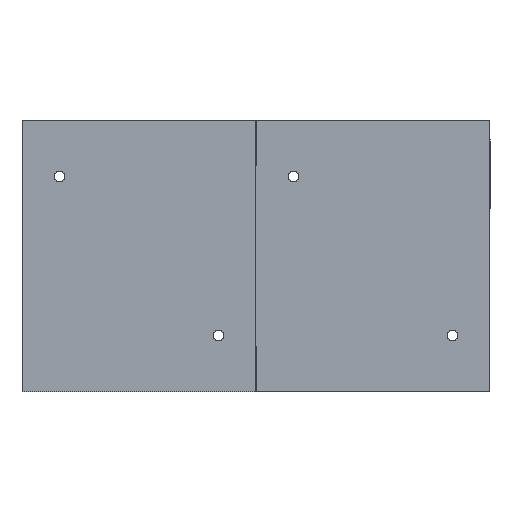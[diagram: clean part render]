
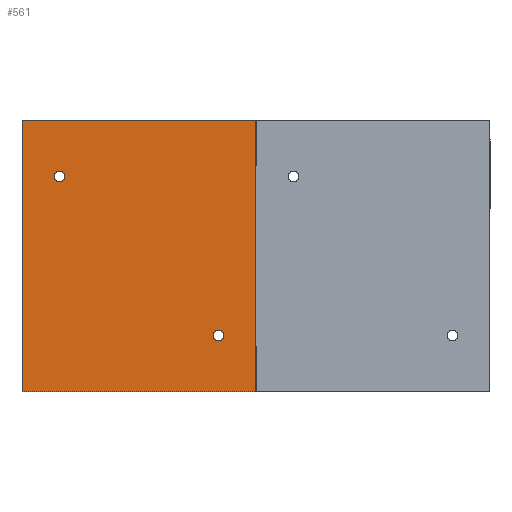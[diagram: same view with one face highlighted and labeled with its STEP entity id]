
A CAD part, front view. The second image highlights one B-rep face of the part: STEP entity #561.
In plain terms, the highlighted planar face has unit normal (0, -1, 0).
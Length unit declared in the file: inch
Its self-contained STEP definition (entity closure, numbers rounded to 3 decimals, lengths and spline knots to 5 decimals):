
#27=CIRCLE('',#638,0.07);
#28=CIRCLE('',#639,0.07);
#33=FACE_BOUND('',#100,.T.);
#34=FACE_BOUND('',#101,.T.);
#41=PLANE('',#637);
#67=FACE_OUTER_BOUND('',#99,.T.);
#99=EDGE_LOOP('',(#445,#446,#447,#448));
#100=EDGE_LOOP('',(#449));
#101=EDGE_LOOP('',(#450));
#149=LINE('',#886,#215);
#156=LINE('',#904,#222);
#160=LINE('',#910,#226);
#161=LINE('',#912,#227);
#215=VECTOR('',#713,0.3937);
#222=VECTOR('',#726,0.3937);
#226=VECTOR('',#732,0.3937);
#227=VECTOR('',#735,0.3937);
#288=VERTEX_POINT('',#883);
#289=VERTEX_POINT('',#885);
#296=VERTEX_POINT('',#901);
#297=VERTEX_POINT('',#903);
#299=VERTEX_POINT('',#913);
#300=VERTEX_POINT('',#915);
#343=EDGE_CURVE('',#289,#288,#149,.T.);
#352=EDGE_CURVE('',#297,#296,#156,.T.);
#356=EDGE_CURVE('',#297,#288,#160,.T.);
#357=EDGE_CURVE('',#289,#296,#161,.T.);
#358=EDGE_CURVE('',#299,#299,#27,.T.);
#359=EDGE_CURVE('',#300,#300,#28,.T.);
#445=ORIENTED_EDGE('',*,*,#343,.T.);
#446=ORIENTED_EDGE('',*,*,#356,.F.);
#447=ORIENTED_EDGE('',*,*,#352,.T.);
#448=ORIENTED_EDGE('',*,*,#357,.F.);
#449=ORIENTED_EDGE('',*,*,#358,.T.);
#450=ORIENTED_EDGE('',*,*,#359,.T.);
#561=ADVANCED_FACE('',(#67,#33,#34),#41,.F.);
#637=AXIS2_PLACEMENT_3D('',#911,#733,#734);
#638=AXIS2_PLACEMENT_3D('',#914,#736,#737);
#639=AXIS2_PLACEMENT_3D('',#916,#738,#739);
#713=DIRECTION('',(0.,0.,1.));
#726=DIRECTION('',(0.,0.,-1.));
#732=DIRECTION('',(1.,0.,0.));
#733=DIRECTION('center_axis',(0.,1.,0.));
#734=DIRECTION('ref_axis',(0.,0.,1.));
#735=DIRECTION('',(-1.,0.,0.));
#736=DIRECTION('center_axis',(0.,1.,0.));
#737=DIRECTION('ref_axis',(1.,0.,0.));
#738=DIRECTION('center_axis',(0.,1.,0.));
#739=DIRECTION('ref_axis',(1.,0.,0.));
#883=CARTESIAN_POINT('',(-0.125,0.,0.));
#885=CARTESIAN_POINT('',(-0.125,0.,-3.62));
#886=CARTESIAN_POINT('',(-0.125,0.,-0.905));
#901=CARTESIAN_POINT('',(-3.245,0.,-3.62));
#903=CARTESIAN_POINT('',(-3.245,0.,0.));
#904=CARTESIAN_POINT('',(-3.245,0.,-2.715));
#910=CARTESIAN_POINT('',(-3.37,0.,0.));
#911=CARTESIAN_POINT('Origin',(-1.685,0.,-1.81));
#912=CARTESIAN_POINT('',(0.,0.,-3.62));
#913=CARTESIAN_POINT('',(-2.815,0.,-0.75));
#914=CARTESIAN_POINT('Origin',(-2.745,0.,-0.75));
#915=CARTESIAN_POINT('',(-0.695,0.,-2.87));
#916=CARTESIAN_POINT('Origin',(-0.625,0.,-2.87));
